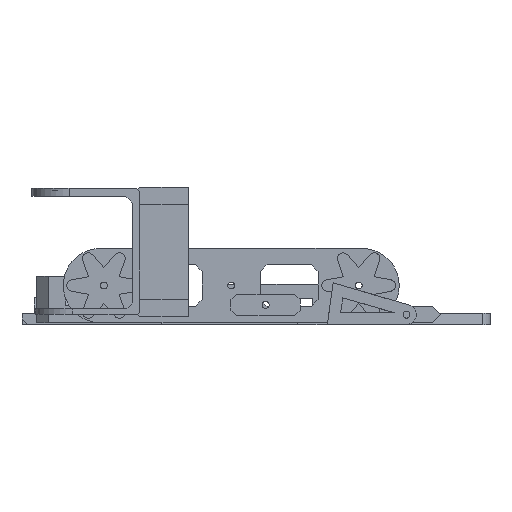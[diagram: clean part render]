
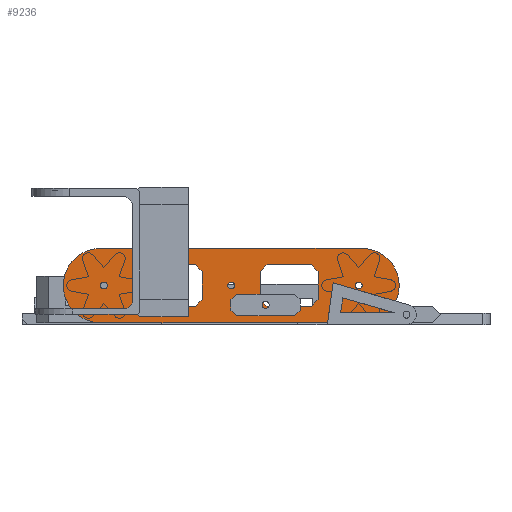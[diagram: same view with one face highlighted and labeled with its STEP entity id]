
A CAD part, front view. The second image highlights one B-rep face of the part: STEP entity #9236.
In plain terms, the highlighted planar face has unit normal (0, -1, 0).
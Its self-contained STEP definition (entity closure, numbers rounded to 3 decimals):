
#133=FACE_BOUND('',#1068,.T.);
#134=FACE_BOUND('',#1069,.T.);
#135=FACE_BOUND('',#1070,.T.);
#136=FACE_BOUND('',#1071,.T.);
#137=FACE_BOUND('',#1072,.T.);
#314=CIRCLE('',#9744,16.);
#316=CIRCLE('',#9748,16.);
#318=CIRCLE('',#9752,16.);
#320=CIRCLE('',#9761,1.5);
#322=CIRCLE('',#9782,1.5);
#323=CIRCLE('',#9784,1.5);
#324=CIRCLE('',#9786,16.);
#584=FACE_OUTER_BOUND('',#1067,.T.);
#1067=EDGE_LOOP('',(#6903,#6904,#6905,#6906,#6907,#6908,#6909,#6910));
#1068=EDGE_LOOP('',(#6911));
#1069=EDGE_LOOP('',(#6912,#6913,#6914,#6915,#6916,#6917,#6918,#6919));
#1070=EDGE_LOOP('',(#6920,#6921,#6922,#6923,#6924,#6925,#6926,#6927));
#1071=EDGE_LOOP('',(#6928));
#1072=EDGE_LOOP('',(#6929));
#1815=LINE('',#13351,#2974);
#1819=LINE('',#13363,#2978);
#1823=LINE('',#13375,#2982);
#1862=LINE('',#13465,#3021);
#1865=LINE('',#13470,#3024);
#1867=LINE('',#13474,#3026);
#1869=LINE('',#13478,#3028);
#1871=LINE('',#13483,#3030);
#1874=LINE('',#13487,#3033);
#1875=LINE('',#13490,#3034);
#1877=LINE('',#13493,#3036);
#1878=LINE('',#13497,#3037);
#1881=LINE('',#13502,#3040);
#1883=LINE('',#13506,#3042);
#1885=LINE('',#13510,#3044);
#1887=LINE('',#13514,#3046);
#1889=LINE('',#13518,#3048);
#1891=LINE('',#13522,#3050);
#1893=LINE('',#13525,#3052);
#1897=LINE('',#13539,#3056);
#2974=VECTOR('',#10852,10.);
#2978=VECTOR('',#10864,10.);
#2982=VECTOR('',#10876,10.);
#3021=VECTOR('',#10947,10.);
#3024=VECTOR('',#10952,10.);
#3026=VECTOR('',#10956,10.);
#3028=VECTOR('',#10960,10.);
#3030=VECTOR('',#10964,10.);
#3033=VECTOR('',#10969,10.);
#3034=VECTOR('',#10972,10.);
#3036=VECTOR('',#10976,10.);
#3037=VECTOR('',#10979,10.);
#3040=VECTOR('',#10984,10.);
#3042=VECTOR('',#10988,10.);
#3044=VECTOR('',#10992,10.);
#3046=VECTOR('',#10996,10.);
#3048=VECTOR('',#11000,10.);
#3050=VECTOR('',#11004,10.);
#3052=VECTOR('',#11008,10.);
#3056=VECTOR('',#11026,10.);
#4063=VERTEX_POINT('',#13348);
#4064=VERTEX_POINT('',#13350);
#4066=VERTEX_POINT('',#13356);
#4068=VERTEX_POINT('',#13362);
#4070=VERTEX_POINT('',#13368);
#4072=VERTEX_POINT('',#13374);
#4074=VERTEX_POINT('',#13380);
#4088=VERTEX_POINT('',#13422);
#4106=VERTEX_POINT('',#13463);
#4107=VERTEX_POINT('',#13464);
#4108=VERTEX_POINT('',#13469);
#4109=VERTEX_POINT('',#13473);
#4110=VERTEX_POINT('',#13477);
#4111=VERTEX_POINT('',#13481);
#4112=VERTEX_POINT('',#13482);
#4113=VERTEX_POINT('',#13489);
#4114=VERTEX_POINT('',#13495);
#4115=VERTEX_POINT('',#13496);
#4116=VERTEX_POINT('',#13501);
#4117=VERTEX_POINT('',#13505);
#4118=VERTEX_POINT('',#13509);
#4119=VERTEX_POINT('',#13513);
#4120=VERTEX_POINT('',#13517);
#4121=VERTEX_POINT('',#13521);
#4122=VERTEX_POINT('',#13527);
#4123=VERTEX_POINT('',#13531);
#4124=VERTEX_POINT('',#13535);
#5063=EDGE_CURVE('',#4064,#4063,#1815,.T.);
#5066=EDGE_CURVE('',#4066,#4064,#314,.T.);
#5069=EDGE_CURVE('',#4068,#4066,#1819,.T.);
#5072=EDGE_CURVE('',#4070,#4068,#316,.T.);
#5075=EDGE_CURVE('',#4072,#4070,#1823,.T.);
#5079=EDGE_CURVE('',#4074,#4063,#318,.T.);
#5100=EDGE_CURVE('',#4088,#4088,#320,.T.);
#5119=EDGE_CURVE('',#4106,#4107,#1862,.T.);
#5122=EDGE_CURVE('',#4108,#4107,#1865,.T.);
#5124=EDGE_CURVE('',#4108,#4109,#1867,.T.);
#5126=EDGE_CURVE('',#4110,#4109,#1869,.T.);
#5128=EDGE_CURVE('',#4111,#4112,#1871,.T.);
#5131=EDGE_CURVE('',#4106,#4112,#1874,.T.);
#5132=EDGE_CURVE('',#4110,#4113,#1875,.T.);
#5134=EDGE_CURVE('',#4111,#4113,#1877,.T.);
#5135=EDGE_CURVE('',#4114,#4115,#1878,.T.);
#5138=EDGE_CURVE('',#4116,#4115,#1881,.T.);
#5140=EDGE_CURVE('',#4116,#4117,#1883,.T.);
#5142=EDGE_CURVE('',#4118,#4117,#1885,.T.);
#5144=EDGE_CURVE('',#4118,#4119,#1887,.T.);
#5146=EDGE_CURVE('',#4120,#4119,#1889,.T.);
#5148=EDGE_CURVE('',#4120,#4121,#1891,.T.);
#5150=EDGE_CURVE('',#4114,#4121,#1893,.T.);
#5152=EDGE_CURVE('',#4122,#4122,#322,.T.);
#5154=EDGE_CURVE('',#4123,#4123,#323,.T.);
#5155=EDGE_CURVE('',#4072,#4124,#324,.T.);
#5157=EDGE_CURVE('',#4124,#4074,#1897,.T.);
#6903=ORIENTED_EDGE('',*,*,#5157,.F.);
#6904=ORIENTED_EDGE('',*,*,#5155,.F.);
#6905=ORIENTED_EDGE('',*,*,#5075,.T.);
#6906=ORIENTED_EDGE('',*,*,#5072,.T.);
#6907=ORIENTED_EDGE('',*,*,#5069,.T.);
#6908=ORIENTED_EDGE('',*,*,#5066,.T.);
#6909=ORIENTED_EDGE('',*,*,#5063,.T.);
#6910=ORIENTED_EDGE('',*,*,#5079,.F.);
#6911=ORIENTED_EDGE('',*,*,#5100,.T.);
#6912=ORIENTED_EDGE('',*,*,#5122,.T.);
#6913=ORIENTED_EDGE('',*,*,#5119,.F.);
#6914=ORIENTED_EDGE('',*,*,#5131,.T.);
#6915=ORIENTED_EDGE('',*,*,#5128,.F.);
#6916=ORIENTED_EDGE('',*,*,#5134,.T.);
#6917=ORIENTED_EDGE('',*,*,#5132,.F.);
#6918=ORIENTED_EDGE('',*,*,#5126,.T.);
#6919=ORIENTED_EDGE('',*,*,#5124,.F.);
#6920=ORIENTED_EDGE('',*,*,#5150,.T.);
#6921=ORIENTED_EDGE('',*,*,#5148,.F.);
#6922=ORIENTED_EDGE('',*,*,#5146,.T.);
#6923=ORIENTED_EDGE('',*,*,#5144,.F.);
#6924=ORIENTED_EDGE('',*,*,#5142,.T.);
#6925=ORIENTED_EDGE('',*,*,#5140,.F.);
#6926=ORIENTED_EDGE('',*,*,#5138,.T.);
#6927=ORIENTED_EDGE('',*,*,#5135,.F.);
#6928=ORIENTED_EDGE('',*,*,#5154,.F.);
#6929=ORIENTED_EDGE('',*,*,#5152,.F.);
#8819=PLANE('',#9788);
#9236=ADVANCED_FACE('',(#584,#133,#134,#135,#136,#137),#8819,.F.);
#9744=AXIS2_PLACEMENT_3D('',#13357,#10858,#10859);
#9748=AXIS2_PLACEMENT_3D('',#13369,#10870,#10871);
#9752=AXIS2_PLACEMENT_3D('',#13382,#10883,#10884);
#9761=AXIS2_PLACEMENT_3D('',#13424,#10920,#10921);
#9782=AXIS2_PLACEMENT_3D('',#13529,#11012,#11013);
#9784=AXIS2_PLACEMENT_3D('',#13533,#11017,#11018);
#9786=AXIS2_PLACEMENT_3D('',#13536,#11021,#11022);
#9788=AXIS2_PLACEMENT_3D('',#13540,#11027,#11028);
#10852=DIRECTION('',(1.,0.,0.));
#10858=DIRECTION('center_axis',(0.,-1.,0.));
#10859=DIRECTION('ref_axis',(-1.,0.,0.));
#10864=DIRECTION('',(-1.,0.,0.));
#10870=DIRECTION('center_axis',(0.,-1.,0.));
#10871=DIRECTION('ref_axis',(-1.,0.,0.));
#10876=DIRECTION('',(1.,0.,-0.001));
#10883=DIRECTION('center_axis',(0.,1.,0.));
#10884=DIRECTION('ref_axis',(1.,0.,0.));
#10920=DIRECTION('center_axis',(0.,1.,0.));
#10921=DIRECTION('ref_axis',(-1.,0.,0.));
#10947=DIRECTION('',(-0.707,0.,-0.707));
#10952=DIRECTION('',(0.,0.,1.));
#10956=DIRECTION('',(0.707,0.,-0.707));
#10960=DIRECTION('',(-1.,0.,0.));
#10964=DIRECTION('',(-0.707,0.,0.707));
#10969=DIRECTION('',(1.,0.,0.));
#10972=DIRECTION('',(0.707,0.,0.707));
#10976=DIRECTION('',(0.,0.,-1.));
#10979=DIRECTION('',(0.707,0.,0.707));
#10984=DIRECTION('',(0.,0.,-1.));
#10988=DIRECTION('',(-0.707,0.,0.707));
#10992=DIRECTION('',(1.,0.,0.));
#10996=DIRECTION('',(-0.707,0.,-0.707));
#11000=DIRECTION('',(0.,0.,1.));
#11004=DIRECTION('',(0.707,0.,-0.707));
#11008=DIRECTION('',(-1.,0.,0.));
#11012=DIRECTION('center_axis',(0.,-1.,0.));
#11013=DIRECTION('ref_axis',(1.,0.,0.));
#11017=DIRECTION('center_axis',(0.,-1.,0.));
#11018=DIRECTION('ref_axis',(1.,0.,0.));
#11021=DIRECTION('center_axis',(0.,1.,0.));
#11022=DIRECTION('ref_axis',(1.,0.,0.));
#11026=DIRECTION('',(-1.,0.,0.));
#11027=DIRECTION('center_axis',(0.,1.,0.));
#11028=DIRECTION('ref_axis',(1.,0.,0.));
#13348=CARTESIAN_POINT('',(-245.163,150.,4.001));
#13350=CARTESIAN_POINT('',(-246.5,150.,4.001));
#13351=CARTESIAN_POINT('',(-133.518,150.,4.));
#13356=CARTESIAN_POINT('',(-246.5,150.,36.001));
#13357=CARTESIAN_POINT('Origin',(-246.5,150.,20.001));
#13362=CARTESIAN_POINT('',(-133.5,150.,36.));
#13363=CARTESIAN_POINT('',(-246.5,150.,36.001));
#13368=CARTESIAN_POINT('',(-133.518,150.,4.));
#13369=CARTESIAN_POINT('Origin',(-133.5,150.,20.));
#13374=CARTESIAN_POINT('',(-134.845,150.,4.001));
#13375=CARTESIAN_POINT('',(-133.518,150.,4.));
#13380=CARTESIAN_POINT('',(-245.,150.,4.));
#13382=CARTESIAN_POINT('Origin',(-245.,150.,20.));
#13422=CARTESIAN_POINT('',(-188.5,150.,20.));
#13424=CARTESIAN_POINT('Origin',(-190.,150.,20.));
#13463=CARTESIAN_POINT('',(-174.5,150.,29.));
#13464=CARTESIAN_POINT('',(-177.5,150.,26.));
#13465=CARTESIAN_POINT('',(-181.375,150.,22.125));
#13469=CARTESIAN_POINT('',(-177.5,150.,14.));
#13470=CARTESIAN_POINT('',(-177.5,150.,15.5));
#13473=CARTESIAN_POINT('',(-174.5,150.,11.));
#13474=CARTESIAN_POINT('',(-181.375,150.,17.875));
#13477=CARTESIAN_POINT('',(-155.5,150.,11.));
#13478=CARTESIAN_POINT('',(-171.25,150.,11.));
#13481=CARTESIAN_POINT('',(-152.5,150.,26.));
#13482=CARTESIAN_POINT('',(-155.5,150.,29.));
#13483=CARTESIAN_POINT('',(-161.125,150.,34.625));
#13487=CARTESIAN_POINT('',(-183.75,150.,29.));
#13489=CARTESIAN_POINT('',(-152.5,150.,14.));
#13490=CARTESIAN_POINT('',(-161.125,150.,5.375));
#13493=CARTESIAN_POINT('',(-152.5,150.,24.5));
#13495=CARTESIAN_POINT('',(-205.5,150.,11.));
#13496=CARTESIAN_POINT('',(-202.5,150.,14.));
#13497=CARTESIAN_POINT('',(-198.625,150.,17.875));
#13501=CARTESIAN_POINT('',(-202.5,150.,26.));
#13502=CARTESIAN_POINT('',(-202.5,150.,24.5));
#13505=CARTESIAN_POINT('',(-205.5,150.,29.));
#13506=CARTESIAN_POINT('',(-198.625,150.,22.125));
#13509=CARTESIAN_POINT('',(-224.5,150.,29.));
#13510=CARTESIAN_POINT('',(-208.75,150.,29.));
#13513=CARTESIAN_POINT('',(-227.5,150.,26.));
#13514=CARTESIAN_POINT('',(-218.875,150.,34.625));
#13517=CARTESIAN_POINT('',(-227.5,150.,14.));
#13518=CARTESIAN_POINT('',(-227.5,150.,15.5));
#13521=CARTESIAN_POINT('',(-224.5,150.,11.));
#13522=CARTESIAN_POINT('',(-218.875,150.,5.375));
#13525=CARTESIAN_POINT('',(-196.25,150.,11.));
#13527=CARTESIAN_POINT('',(-136.5,150.,20.));
#13529=CARTESIAN_POINT('Origin',(-135.,150.,20.));
#13531=CARTESIAN_POINT('',(-246.5,150.,20.));
#13533=CARTESIAN_POINT('Origin',(-245.,150.,20.));
#13535=CARTESIAN_POINT('',(-135.,150.,4.));
#13536=CARTESIAN_POINT('Origin',(-135.,150.,20.));
#13539=CARTESIAN_POINT('',(-135.,150.,4.));
#13540=CARTESIAN_POINT('Origin',(-190.,150.,20.));
